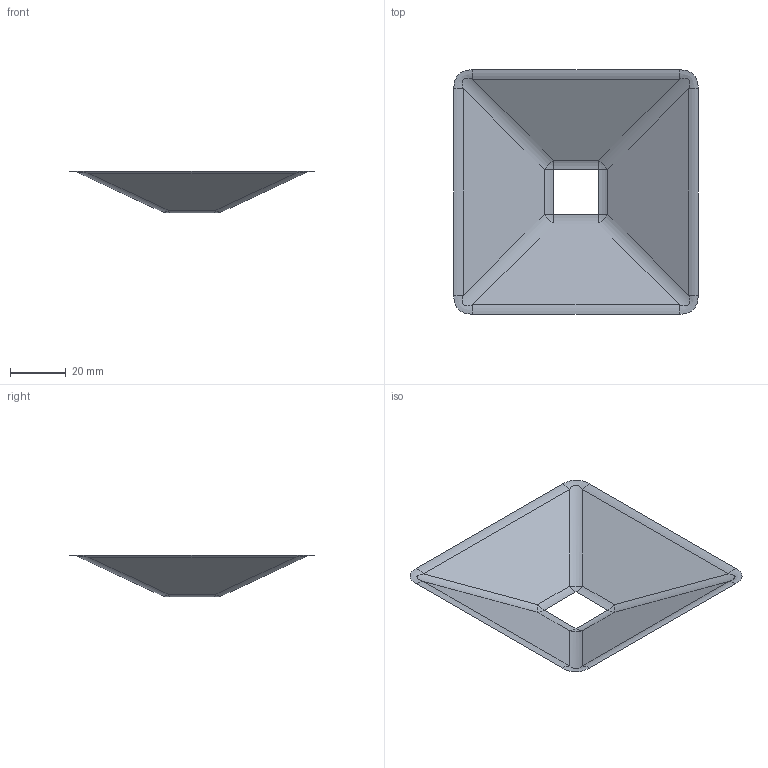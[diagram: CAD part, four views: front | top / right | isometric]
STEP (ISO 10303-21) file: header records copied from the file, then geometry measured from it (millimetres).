
FILE_DESCRIPTION (( 'STEP AP203' ), '1' );
FILE_NAME ('Pyramid_triangular_feature-F1.STEP', '2016-09-05T09:42:13', ( '' ), ( '' ), 'SwSTEP 2.0', 'SolidWorks 2012', '' );
FILE_SCHEMA (( 'CONFIG_CONTROL_DESIGN' ));
Length unit declared in the file: millimetre
Products named in the file (1): Pyramid_triangular_feature-F1
Bounding box: 87.55 x 87.55 x 15 mm (x, y, z)
Surface area: 8011.1 mm2 (no closed solid volume)
Topology: 0 solids, 1 shells, 24 faces, 52 edges, 28 vertices
Faces by surface type: cylinder 12, sphere 4, bspline 4, plane 4
Entity records: 805 total; most frequent: CARTESIAN_POINT 245, DIRECTION 106, ORIENTED_EDGE 92, EDGE_CURVE 52, AXIS2_PLACEMENT_3D 41, VERTEX_POINT 28, ADVANCED_FACE 24, EDGE_LOOP 24
